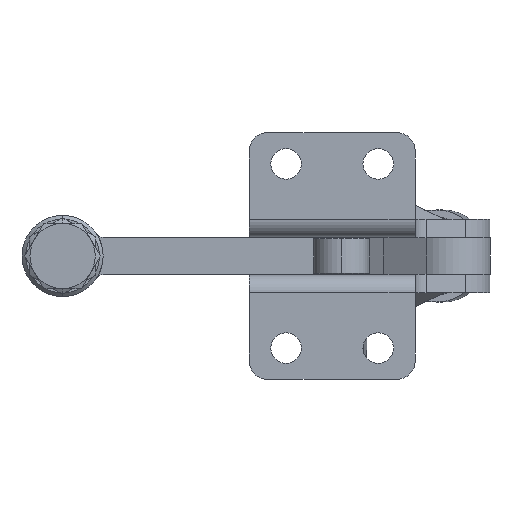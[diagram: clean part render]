
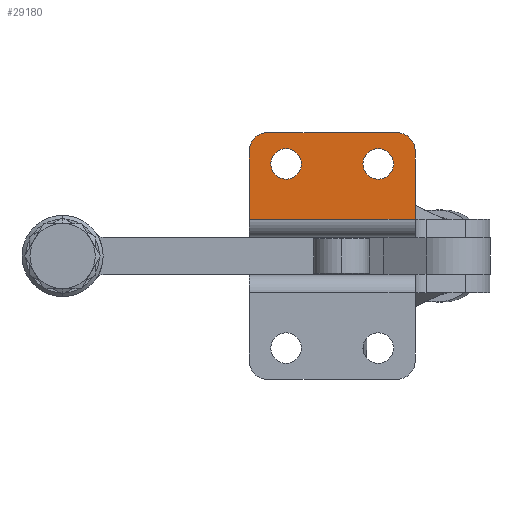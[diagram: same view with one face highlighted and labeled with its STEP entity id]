
A CAD part, front view. The second image highlights one B-rep face of the part: STEP entity #29180.
In plain terms, the highlighted planar face has unit normal (0, -1, 0).
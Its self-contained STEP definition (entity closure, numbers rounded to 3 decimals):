
#1095 = AXIS2_PLACEMENT_3D ( 'NONE', #16291, #16288, #16293 ) ;
#1457 = AXIS2_PLACEMENT_3D ( 'NONE', #14878, #14879, #14880 ) ;
#1459 = AXIS2_PLACEMENT_3D ( 'NONE', #14886, #14887, #14888 ) ;
#2127 = CIRCLE ( 'NONE', #1457, 4.15 ) ;
#2135 = CIRCLE ( 'NONE', #1459, 4.15 ) ;
#5630 = CARTESIAN_POINT ( 'NONE',  ( 0., 22., 28.5 ) ) ;
#5643 = CARTESIAN_POINT ( 'NONE',  ( 0., 22., 10. ) ) ;
#5649 = CARTESIAN_POINT ( 'NONE',  ( 45., 22., 10. ) ) ;
#5656 = CARTESIAN_POINT ( 'NONE',  ( 45., 22., 28.5 ) ) ;
#5668 = CARTESIAN_POINT ( 'NONE',  ( 5., 22., 33.5 ) ) ;
#5673 = CARTESIAN_POINT ( 'NONE',  ( 40., 22., 33.5 ) ) ;
#6816 = VERTEX_POINT ( 'NONE', #20260 ) ;
#6858 = VERTEX_POINT ( 'NONE', #20209 ) ;
#7391 = EDGE_CURVE ( 'NONE', #10464, #6858, #9193, .T. ) ;
#7392 = EDGE_CURVE ( 'NONE', #10601, #6816, #9195, .T. ) ;
#7393 = EDGE_CURVE ( 'NONE', #18566, #18449, #9197, .T. ) ;
#7394 = EDGE_CURVE ( 'NONE', #18579, #18566, #9198, .T. ) ;
#7395 = EDGE_CURVE ( 'NONE', #18537, #18579, #9200, .T. ) ;
#7396 = EDGE_CURVE ( 'NONE', #18518, #18506, #9202, .T. ) ;
#7407 = EDGE_CURVE ( 'NONE', #18537, #18518, #9219, .T. ) ;
#7411 = EDGE_CURVE ( 'NONE', #18506, #18449, #9226, .T. ) ;
#9193 = CIRCLE ( 'NONE', #31607, 4.15 ) ;
#9195 = CIRCLE ( 'NONE', #31609, 4.15 ) ;
#9197 = CIRCLE ( 'NONE', #31610, 5. ) ;
#9198 = LINE ( 'NONE', #20807, #9201 ) ;
#9200 = CIRCLE ( 'NONE', #31611, 5. ) ;
#9201 = VECTOR ( 'NONE', #20842, 1000. ) ;
#9202 = LINE ( 'NONE', #20808, #9204 ) ;
#9204 = VECTOR ( 'NONE', #20721, 1000. ) ;
#9219 = LINE ( 'NONE', #20528, #9221 ) ;
#9221 = VECTOR ( 'NONE', #20990, 1000. ) ;
#9226 = LINE ( 'NONE', #20516, #9229 ) ;
#9229 = VECTOR ( 'NONE', #20513, 1000. ) ;
#10464 = VERTEX_POINT ( 'NONE', #12408 ) ;
#10601 = VERTEX_POINT ( 'NONE', #13039 ) ;
#11277 = EDGE_LOOP ( 'NONE', ( #31012, #30894 ) ) ;
#11281 = EDGE_LOOP ( 'NONE', ( #30931, #31010 ) ) ;
#11286 = EDGE_LOOP ( 'NONE', ( #30908, #30867, #30917, #30887, #30910, #30862 ) ) ;
#12408 = CARTESIAN_POINT ( 'NONE',  ( 35., 22., 20.85 ) ) ;
#13039 = CARTESIAN_POINT ( 'NONE',  ( 10., 22., 20.85 ) ) ;
#14878 = CARTESIAN_POINT ( 'NONE',  ( 35., 22., 25. ) ) ;
#14879 = DIRECTION ( 'NONE',  ( 0., -1., 0. ) ) ;
#14880 = DIRECTION ( 'NONE',  ( 0., 0., -1. ) ) ;
#14886 = CARTESIAN_POINT ( 'NONE',  ( 10., 22., 25. ) ) ;
#14887 = DIRECTION ( 'NONE',  ( 0., -1., 0. ) ) ;
#14888 = DIRECTION ( 'NONE',  ( 0., 0., -1. ) ) ;
#16288 = DIRECTION ( 'NONE',  ( 0., 1., 0. ) ) ;
#16291 = CARTESIAN_POINT ( 'NONE',  ( -2.584, 22., 166.498 ) ) ;
#16292 = PLANE ( 'NONE',  #1095 ) ;
#16293 = DIRECTION ( 'NONE',  ( 0., 0., 1. ) ) ;
#18449 = VERTEX_POINT ( 'NONE', #5630 ) ;
#18506 = VERTEX_POINT ( 'NONE', #5643 ) ;
#18518 = VERTEX_POINT ( 'NONE', #5649 ) ;
#18537 = VERTEX_POINT ( 'NONE', #5656 ) ;
#18566 = VERTEX_POINT ( 'NONE', #5668 ) ;
#18579 = VERTEX_POINT ( 'NONE', #5673 ) ;
#20209 = CARTESIAN_POINT ( 'NONE',  ( 35., 22., 29.15 ) ) ;
#20260 = CARTESIAN_POINT ( 'NONE',  ( 10., 22., 29.15 ) ) ;
#20513 = DIRECTION ( 'NONE',  ( 0., 0., 1. ) ) ;
#20516 = CARTESIAN_POINT ( 'NONE',  ( 0., 22., 10. ) ) ;
#20528 = CARTESIAN_POINT ( 'NONE',  ( 45., 22., 10. ) ) ;
#20658 = DIRECTION ( 'NONE',  ( 0., 0., 1. ) ) ;
#20659 = DIRECTION ( 'NONE',  ( 0., -1., 0. ) ) ;
#20661 = CARTESIAN_POINT ( 'NONE',  ( 35., 22., 25. ) ) ;
#20662 = DIRECTION ( 'NONE',  ( 0., -1., 0. ) ) ;
#20665 = DIRECTION ( 'NONE',  ( 0., 0., -1. ) ) ;
#20716 = DIRECTION ( 'NONE',  ( 0., 0., -1. ) ) ;
#20719 = DIRECTION ( 'NONE',  ( 0., -1., 0. ) ) ;
#20720 = DIRECTION ( 'NONE',  ( 0., -1., 0. ) ) ;
#20721 = DIRECTION ( 'NONE',  ( -1., 0., 0. ) ) ;
#20744 = CARTESIAN_POINT ( 'NONE',  ( 5., 22., 28.5 ) ) ;
#20807 = CARTESIAN_POINT ( 'NONE',  ( 5., 22., 33.5 ) ) ;
#20808 = CARTESIAN_POINT ( 'NONE',  ( 65.32, 22., 10. ) ) ;
#20810 = CARTESIAN_POINT ( 'NONE',  ( 10., 22., 25. ) ) ;
#20842 = DIRECTION ( 'NONE',  ( -1., 0., 0. ) ) ;
#20844 = CARTESIAN_POINT ( 'NONE',  ( 40., 22., 28.5 ) ) ;
#20845 = DIRECTION ( 'NONE',  ( 0., 0., -1. ) ) ;
#20990 = DIRECTION ( 'NONE',  ( 0., 0., -1. ) ) ;
#24020 = FACE_BOUND ( 'NONE', #11281, .T. ) ;
#24025 = FACE_OUTER_BOUND ( 'NONE', #11286, .T. ) ;
#24026 = FACE_BOUND ( 'NONE', #11277, .T. ) ;
#29180 = ADVANCED_FACE ( 'NONE', ( #24025, #24020, #24026 ), #16292, .F. ) ;
#30862 = ORIENTED_EDGE ( 'NONE', *, *, #7393, .T. ) ;
#30867 = ORIENTED_EDGE ( 'NONE', *, *, #7396, .F. ) ;
#30887 = ORIENTED_EDGE ( 'NONE', *, *, #7395, .T. ) ;
#30894 = ORIENTED_EDGE ( 'NONE', *, *, #31214, .F. ) ;
#30908 = ORIENTED_EDGE ( 'NONE', *, *, #7411, .F. ) ;
#30910 = ORIENTED_EDGE ( 'NONE', *, *, #7394, .T. ) ;
#30917 = ORIENTED_EDGE ( 'NONE', *, *, #7407, .F. ) ;
#30931 = ORIENTED_EDGE ( 'NONE', *, *, #7392, .F. ) ;
#31010 = ORIENTED_EDGE ( 'NONE', *, *, #31218, .F. ) ;
#31012 = ORIENTED_EDGE ( 'NONE', *, *, #7391, .F. ) ;
#31214 = EDGE_CURVE ( 'NONE', #6858, #10464, #2127, .T. ) ;
#31218 = EDGE_CURVE ( 'NONE', #6816, #10601, #2135, .T. ) ;
#31607 = AXIS2_PLACEMENT_3D ( 'NONE', #20661, #20719, #20665 ) ;
#31609 = AXIS2_PLACEMENT_3D ( 'NONE', #20810, #20662, #20845 ) ;
#31610 = AXIS2_PLACEMENT_3D ( 'NONE', #20744, #20720, #20716 ) ;
#31611 = AXIS2_PLACEMENT_3D ( 'NONE', #20844, #20659, #20658 ) ;
